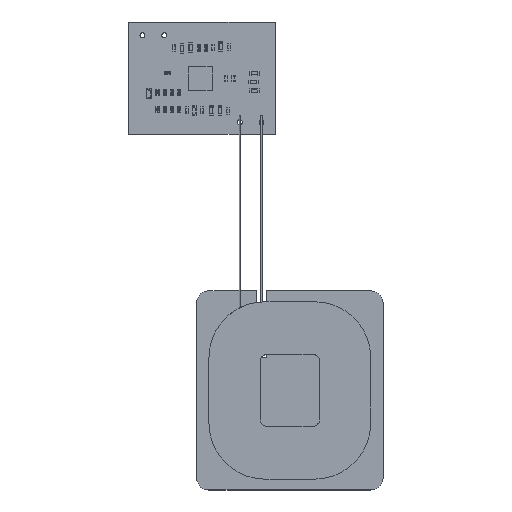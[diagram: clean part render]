
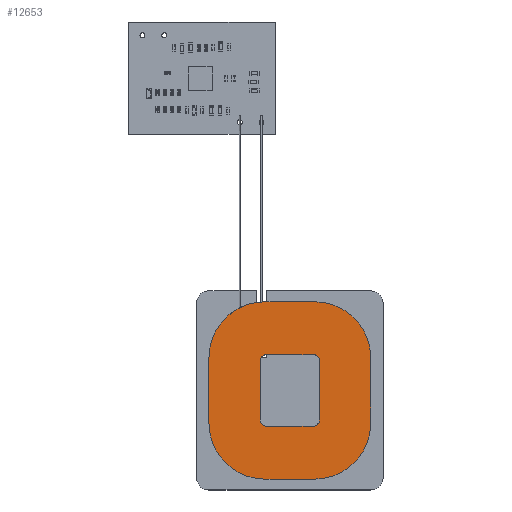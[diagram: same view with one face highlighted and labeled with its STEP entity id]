
A CAD part, top view. The second image highlights one B-rep face of the part: STEP entity #12653.
In plain terms, the highlighted planar face has unit normal (0, 0, 1).
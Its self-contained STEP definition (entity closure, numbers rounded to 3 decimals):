
#12174=CARTESIAN_POINT('',(138.29,39.25,0.72));
#12175=DIRECTION('',(0.,0.,1.));
#12176=DIRECTION('',(0.,1.,0.));
#12177=AXIS2_PLACEMENT_3D('',#12174,#12175,#12176);
#12182=DIRECTION('',(-1.,0.,0.));
#12183=VECTOR('',#12182,8.);
#12184=CARTESIAN_POINT('',(146.29,48.25,0.72));
#12185=LINE('',#12184,#12183);
#12189=CARTESIAN_POINT('',(146.29,39.25,0.72));
#12190=DIRECTION('',(0.,0.,1.));
#12191=DIRECTION('',(1.,0.,0.));
#12192=AXIS2_PLACEMENT_3D('',#12189,#12190,#12191);
#12197=DIRECTION('',(0.,1.,0.));
#12198=VECTOR('',#12197,10.5);
#12199=CARTESIAN_POINT('',(155.29,28.75,0.72));
#12200=LINE('',#12199,#12198);
#12204=CARTESIAN_POINT('',(146.29,28.75,0.72));
#12205=DIRECTION('',(0.,0.,1.));
#12206=DIRECTION('',(0.,-1.,0.));
#12207=AXIS2_PLACEMENT_3D('',#12204,#12205,#12206);
#12212=DIRECTION('',(1.,0.,0.));
#12213=VECTOR('',#12212,8.);
#12214=CARTESIAN_POINT('',(138.29,19.75,0.72));
#12215=LINE('',#12214,#12213);
#12219=CARTESIAN_POINT('',(138.29,28.75,0.72));
#12220=DIRECTION('',(0.,0.,1.));
#12221=DIRECTION('',(-1.,0.,0.));
#12222=AXIS2_PLACEMENT_3D('',#12219,#12220,#12221);
#12227=DIRECTION('',(0.,-1.,0.));
#12228=VECTOR('',#12227,10.5);
#12229=CARTESIAN_POINT('',(129.29,39.25,0.72));
#12230=LINE('',#12229,#12228);
#12234=DIRECTION('',(1.,0.,0.));
#12235=VECTOR('',#12234,7.5);
#12236=CARTESIAN_POINT('',(138.54,39.75,0.72));
#12237=LINE('',#12236,#12235);
#12241=DIRECTION('',(0.,1.,0.));
#12242=VECTOR('',#12241,9.5);
#12243=CARTESIAN_POINT('',(137.54,29.25,0.72));
#12244=LINE('',#12243,#12242);
#12248=DIRECTION('',(-1.,0.,0.));
#12249=VECTOR('',#12248,7.5);
#12250=CARTESIAN_POINT('',(146.04,28.25,0.72));
#12251=LINE('',#12250,#12249);
#12255=DIRECTION('',(0.,-1.,0.));
#12256=VECTOR('',#12255,9.5);
#12257=CARTESIAN_POINT('',(147.04,38.75,0.72));
#12258=LINE('',#12257,#12256);
#12326=CARTESIAN_POINT('',(146.04,38.75,0.72));
#12327=DIRECTION('',(0.,0.,-1.));
#12328=DIRECTION('',(0.,1.,0.));
#12329=AXIS2_PLACEMENT_3D('',#12326,#12327,#12328);
#12356=CARTESIAN_POINT('',(146.04,29.25,0.72));
#12357=DIRECTION('',(0.,0.,-1.));
#12358=DIRECTION('',(1.,0.,0.));
#12359=AXIS2_PLACEMENT_3D('',#12356,#12357,#12358);
#12386=CARTESIAN_POINT('',(138.54,29.25,0.72));
#12387=DIRECTION('',(0.,0.,-1.));
#12388=DIRECTION('',(0.,-1.,0.));
#12389=AXIS2_PLACEMENT_3D('',#12386,#12387,#12388);
#12416=CARTESIAN_POINT('',(138.54,38.75,0.72));
#12417=DIRECTION('',(0.,0.,-1.));
#12418=DIRECTION('',(-1.,0.,0.));
#12419=AXIS2_PLACEMENT_3D('',#12416,#12417,#12418);
#12458=CARTESIAN_POINT('',(138.29,48.25,0.72));
#12459=VERTEX_POINT('',#12458);
#12460=CARTESIAN_POINT('',(129.29,39.25,0.72));
#12461=VERTEX_POINT('',#12460);
#12466=CARTESIAN_POINT('',(155.29,39.25,0.72));
#12467=VERTEX_POINT('',#12466);
#12468=CARTESIAN_POINT('',(146.29,48.25,0.72));
#12469=VERTEX_POINT('',#12468);
#12474=CARTESIAN_POINT('',(146.29,19.75,0.72));
#12475=VERTEX_POINT('',#12474);
#12476=CARTESIAN_POINT('',(155.29,28.75,0.72));
#12477=VERTEX_POINT('',#12476);
#12482=CARTESIAN_POINT('',(129.29,28.75,0.72));
#12483=VERTEX_POINT('',#12482);
#12484=CARTESIAN_POINT('',(138.29,19.75,0.72));
#12485=VERTEX_POINT('',#12484);
#12487=CARTESIAN_POINT('',(147.04,38.75,0.72));
#12489=VERTEX_POINT('',#12487);
#12491=CARTESIAN_POINT('',(146.04,39.75,0.72));
#12493=VERTEX_POINT('',#12491);
#12495=CARTESIAN_POINT('',(138.54,39.75,0.72));
#12497=VERTEX_POINT('',#12495);
#12499=CARTESIAN_POINT('',(137.54,38.75,0.72));
#12501=VERTEX_POINT('',#12499);
#12503=CARTESIAN_POINT('',(137.54,29.25,0.72));
#12505=VERTEX_POINT('',#12503);
#12507=CARTESIAN_POINT('',(138.54,28.25,0.72));
#12509=VERTEX_POINT('',#12507);
#12511=CARTESIAN_POINT('',(146.04,28.25,0.72));
#12513=VERTEX_POINT('',#12511);
#12515=CARTESIAN_POINT('',(147.04,29.25,0.72));
#12517=VERTEX_POINT('',#12515);
#12615=CARTESIAN_POINT('',(0.,0.,0.72));
#12616=DIRECTION('',(0.,0.,1.));
#12617=DIRECTION('',(1.,0.,0.));
#12618=AXIS2_PLACEMENT_3D('',#12615,#12616,#12617);
#12619=PLANE('',#12618);
#12620=ORIENTED_EDGE('',*,*,#12589,.F.);
#12621=ORIENTED_EDGE('',*,*,#12610,.F.);
#12622=ORIENTED_EDGE('',*,*,#12533,.F.);
#12624=ORIENTED_EDGE('',*,*,#12623,.F.);
#12626=ORIENTED_EDGE('',*,*,#12625,.F.);
#12628=ORIENTED_EDGE('',*,*,#12627,.F.);
#12630=ORIENTED_EDGE('',*,*,#12629,.F.);
#12632=ORIENTED_EDGE('',*,*,#12631,.F.);
#12633=EDGE_LOOP('',(#12620,#12621,#12622,#12624,#12626,#12628,#12630,#12632));
#12634=FACE_OUTER_BOUND('',#12633,.F.);
#12636=ORIENTED_EDGE('',*,*,#12635,.F.);
#12638=ORIENTED_EDGE('',*,*,#12637,.F.);
#12640=ORIENTED_EDGE('',*,*,#12639,.F.);
#12642=ORIENTED_EDGE('',*,*,#12641,.F.);
#12644=ORIENTED_EDGE('',*,*,#12643,.F.);
#12646=ORIENTED_EDGE('',*,*,#12645,.F.);
#12648=ORIENTED_EDGE('',*,*,#12647,.F.);
#12650=ORIENTED_EDGE('',*,*,#12649,.F.);
#12651=EDGE_LOOP('',(#12636,#12638,#12640,#12642,#12644,#12646,#12648,#12650));
#12652=FACE_BOUND('',#12651,.F.);
#12653=ADVANCED_FACE('',(#12634,#12652),#12619,.T.);
#12178=CIRCLE('',#12177,9.);
#12193=CIRCLE('',#12192,9.);
#12208=CIRCLE('',#12207,9.);
#12223=CIRCLE('',#12222,9.);
#12330=CIRCLE('',#12329,1.);
#12360=CIRCLE('',#12359,1.);
#12390=CIRCLE('',#12389,1.);
#12420=CIRCLE('',#12419,1.);
#12533=EDGE_CURVE('',#12467,#12469,#12193,.T.);
#12589=EDGE_CURVE('',#12459,#12461,#12178,.T.);
#12610=EDGE_CURVE('',#12469,#12459,#12185,.T.);
#12623=EDGE_CURVE('',#12477,#12467,#12200,.T.);
#12625=EDGE_CURVE('',#12475,#12477,#12208,.T.);
#12627=EDGE_CURVE('',#12485,#12475,#12215,.T.);
#12629=EDGE_CURVE('',#12483,#12485,#12223,.T.);
#12631=EDGE_CURVE('',#12461,#12483,#12230,.T.);
#12635=EDGE_CURVE('',#12497,#12493,#12237,.T.);
#12637=EDGE_CURVE('',#12501,#12497,#12420,.T.);
#12639=EDGE_CURVE('',#12505,#12501,#12244,.T.);
#12641=EDGE_CURVE('',#12509,#12505,#12390,.T.);
#12643=EDGE_CURVE('',#12513,#12509,#12251,.T.);
#12645=EDGE_CURVE('',#12517,#12513,#12360,.T.);
#12647=EDGE_CURVE('',#12489,#12517,#12258,.T.);
#12649=EDGE_CURVE('',#12493,#12489,#12330,.T.);
